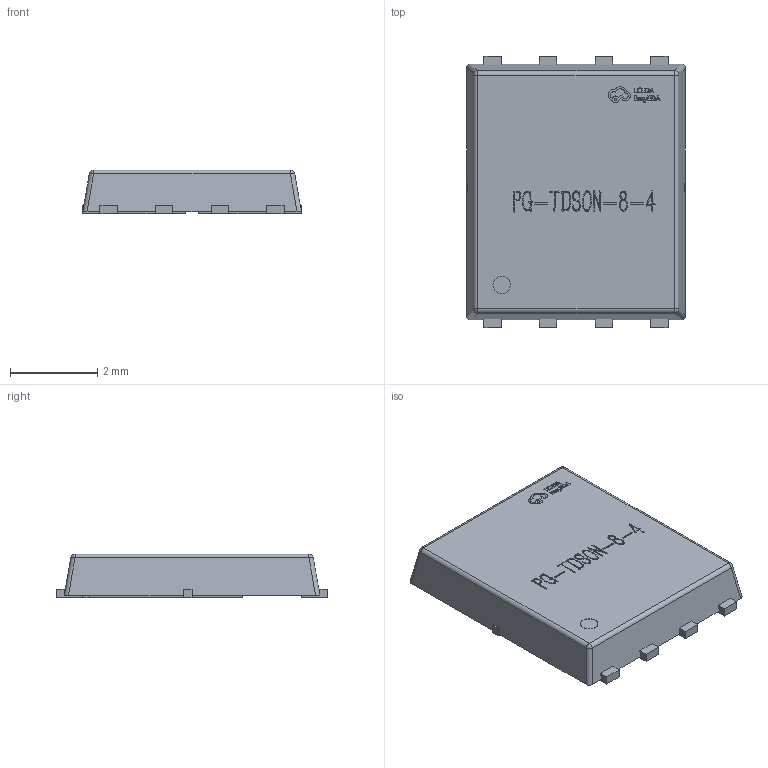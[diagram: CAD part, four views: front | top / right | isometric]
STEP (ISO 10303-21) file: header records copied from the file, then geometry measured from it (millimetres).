
FILE_DESCRIPTION (( 'STEP AP214' ), '1' );
FILE_NAME ('TDSON-8-4_L6.2_W5_H1_IRF40H233.step', '2022-07-26T09:27:46', ( '' ), ( '' ), 'SwSTEP 2.0', 'SolidWorks 2020', '' );
FILE_SCHEMA (( 'AUTOMOTIVE_DESIGN' ));
Length unit declared in the file: millimetre
Products named in the file (1): TDSON-8-4_L6.2_W5_H1_IRF40H233
Bounding box: 5.02 x 6.2 x 1 mm (x, y, z)
Volume: 26.8 mm3; surface area: 78.7 mm2
Topology: 14 solids, 14 shells, 694 faces, 1908 edges, 1268 vertices
Faces by surface type: plane 438, bspline 242, cylinder 10, sphere 4
Entity records: 36281 total; most frequent: CARTESIAN_POINT 12485, ORIENTED_EDGE 3816, DIRECTION 2338, EDGE_CURVE 1908, LINE 1400, VECTOR 1400, VERTEX_POINT 1268, EDGE_LOOP 732
